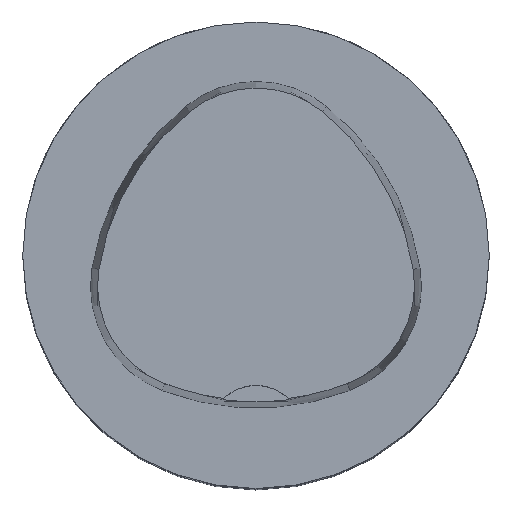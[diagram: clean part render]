
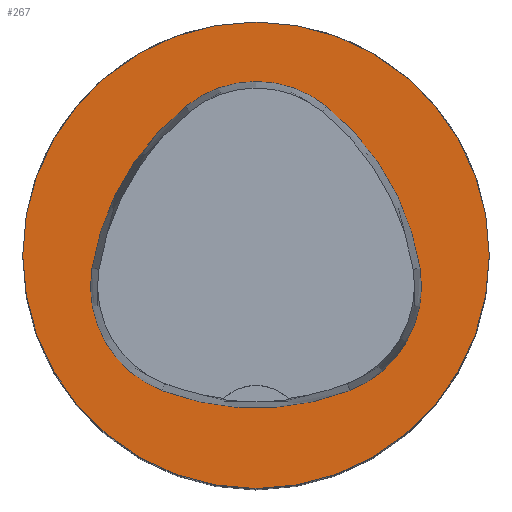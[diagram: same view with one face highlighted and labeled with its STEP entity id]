
A CAD part, top view. The second image highlights one B-rep face of the part: STEP entity #267.
In plain terms, the highlighted planar face has unit normal (0, 0, 1).
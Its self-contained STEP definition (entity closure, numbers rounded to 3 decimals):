
#213=PLANE('',#947);
#267=ADVANCED_FACE('',(#372,#373),#213,.T.);
#372=FACE_BOUND('',#456,.T.);
#373=FACE_BOUND('',#457,.T.);
#456=EDGE_LOOP('',(#595,#596,#597,#598,#599,#600));
#457=EDGE_LOOP('',(#601));
#595=ORIENTED_EDGE('',*,*,#785,.T.);
#596=ORIENTED_EDGE('',*,*,#765,.T.);
#597=ORIENTED_EDGE('',*,*,#769,.T.);
#598=ORIENTED_EDGE('',*,*,#772,.T.);
#599=ORIENTED_EDGE('',*,*,#775,.T.);
#600=ORIENTED_EDGE('',*,*,#783,.T.);
#601=ORIENTED_EDGE('',*,*,#756,.F.);
#688=VERTEX_POINT('',#1341);
#697=VERTEX_POINT('',#1360);
#698=VERTEX_POINT('',#1361);
#701=VERTEX_POINT('',#1369);
#703=VERTEX_POINT('',#1375);
#705=VERTEX_POINT('',#1381);
#712=VERTEX_POINT('',#1402);
#756=EDGE_CURVE('',#688,#688,#832,.T.);
#765=EDGE_CURVE('',#697,#698,#833,.T.);
#769=EDGE_CURVE('',#698,#701,#835,.T.);
#772=EDGE_CURVE('',#701,#703,#837,.T.);
#775=EDGE_CURVE('',#703,#705,#839,.T.);
#783=EDGE_CURVE('',#705,#712,#843,.T.);
#785=EDGE_CURVE('',#712,#697,#845,.T.);
#832=CIRCLE('',#919,25.);
#833=CIRCLE('',#925,28.);
#835=CIRCLE('',#928,12.);
#837=CIRCLE('',#931,28.);
#839=CIRCLE('',#934,12.);
#843=CIRCLE('',#939,28.);
#845=CIRCLE('',#942,12.);
#919=AXIS2_PLACEMENT_3D('',#1340,#1107,#1108);
#925=AXIS2_PLACEMENT_3D('',#1359,#1123,#1124);
#928=AXIS2_PLACEMENT_3D('',#1368,#1131,#1132);
#931=AXIS2_PLACEMENT_3D('',#1374,#1138,#1139);
#934=AXIS2_PLACEMENT_3D('',#1380,#1145,#1146);
#939=AXIS2_PLACEMENT_3D('',#1403,#1157,#1158);
#942=AXIS2_PLACEMENT_3D('',#1406,#1163,#1164);
#947=AXIS2_PLACEMENT_3D('',#1411,#1173,#1174);
#1107=DIRECTION('',(0.,0.,-1.));
#1108=DIRECTION('',(-1.,0.,0.));
#1123=DIRECTION('',(0.,0.,-1.));
#1124=DIRECTION('',(-1.,0.,0.));
#1131=DIRECTION('',(0.,0.,-1.));
#1132=DIRECTION('',(-1.,0.,0.));
#1138=DIRECTION('',(0.,0.,-1.));
#1139=DIRECTION('',(-1.,0.,0.));
#1145=DIRECTION('',(0.,0.,-1.));
#1146=DIRECTION('',(-1.,0.,0.));
#1157=DIRECTION('',(0.,0.,-1.));
#1158=DIRECTION('',(-1.,0.,0.));
#1163=DIRECTION('',(0.,0.,-1.));
#1164=DIRECTION('',(-1.,0.,0.));
#1173=DIRECTION('',(0.,0.,1.));
#1174=DIRECTION('',(1.,0.,0.));
#1340=CARTESIAN_POINT('',(0.,0.,0.));
#1341=CARTESIAN_POINT('',(-25.,0.,0.));
#1359=CARTESIAN_POINT('',(10.068,-5.824,0.));
#1360=CARTESIAN_POINT('',(-17.584,-1.424,0.));
#1361=CARTESIAN_POINT('',(-7.531,15.953,0.));
#1368=CARTESIAN_POINT('',(0.011,6.62,0.));
#1369=CARTESIAN_POINT('',(7.567,15.942,0.));
#1374=CARTESIAN_POINT('',(-10.063,-5.81,0.));
#1375=CARTESIAN_POINT('',(17.59,-1.418,0.));
#1380=CARTESIAN_POINT('',(5.739,-3.3,0.));
#1381=CARTESIAN_POINT('',(10.05,-14.499,0.));
#1402=CARTESIAN_POINT('',(-10.025,-14.516,0.));
#1403=CARTESIAN_POINT('',(-0.01,11.631,0.));
#1406=CARTESIAN_POINT('',(-5.733,-3.31,0.));
#1411=CARTESIAN_POINT('',(0.,0.,0.));
